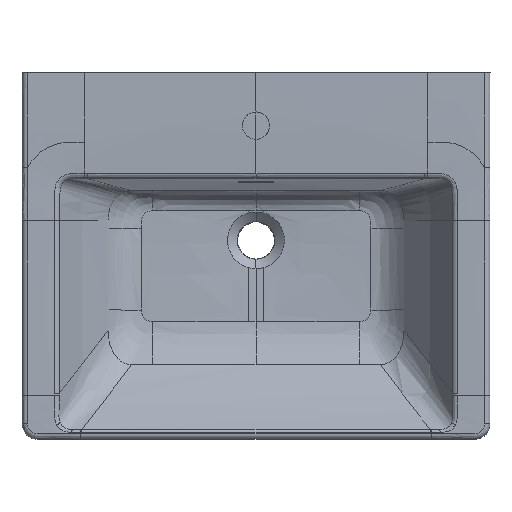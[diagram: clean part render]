
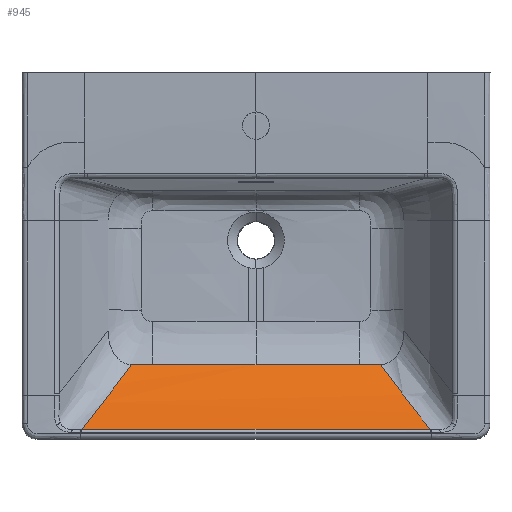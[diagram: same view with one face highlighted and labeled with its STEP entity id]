
A CAD part, top view. The second image highlights one B-rep face of the part: STEP entity #945.
In plain terms, the highlighted cylindrical face has radius 502.428 mm (diameter 1004.86 mm), a partial arc.
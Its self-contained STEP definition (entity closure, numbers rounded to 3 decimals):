
#129=CYLINDRICAL_SURFACE('',#6706,502.428);
#441=LINE('',#18607,#548);
#493=LINE('',#32236,#600);
#496=LINE('',#34332,#603);
#548=VECTOR('',#6973,1.);
#600=VECTOR('',#7241,1.);
#603=VECTOR('',#7248,1.);
#945=ADVANCED_FACE('',(#1578),#129,.F.);
#1578=FACE_OUTER_BOUND('',#1989,.T.);
#1989=EDGE_LOOP('',(#3725,#3726,#3727,#3728,#3729,#3730,#3731));
#3725=ORIENTED_EDGE('',*,*,#5686,.F.);
#3726=ORIENTED_EDGE('',*,*,#5653,.T.);
#3727=ORIENTED_EDGE('',*,*,#5234,.F.);
#3728=ORIENTED_EDGE('',*,*,#5235,.F.);
#3729=ORIENTED_EDGE('',*,*,#5210,.T.);
#3730=ORIENTED_EDGE('',*,*,#5685,.T.);
#3731=ORIENTED_EDGE('',*,*,#5687,.F.);
#4454=VERTEX_POINT('',#18212);
#4460=VERTEX_POINT('',#18606);
#4461=VERTEX_POINT('',#18608);
#4477=VERTEX_POINT('',#20348);
#4722=VERTEX_POINT('',#32237);
#4738=VERTEX_POINT('',#34331);
#4739=VERTEX_POINT('',#34508);
#5210=EDGE_CURVE('',#4461,#4460,#441,.T.);
#5234=EDGE_CURVE('',#4477,#4454,#6127,.T.);
#5235=EDGE_CURVE('',#4461,#4477,#6128,.T.);
#5653=EDGE_CURVE('',#4722,#4454,#493,.T.);
#5685=EDGE_CURVE('',#4460,#4738,#496,.T.);
#5686=EDGE_CURVE('',#4722,#4739,#6441,.T.);
#5687=EDGE_CURVE('',#4739,#4738,#6442,.T.);
#6127=B_SPLINE_CURVE_WITH_KNOTS('',3,(#20349,#20350,#20351,#20352,#20353,
#20354,#20355),.UNSPECIFIED.,.F.,.F.,(4,1,1,1,4),(0.,0.256,
0.511,0.767,1.),.UNSPECIFIED.);
#6128=B_SPLINE_CURVE_WITH_KNOTS('',3,(#20851,#20852,#20853,#20854,#20855,
#20856,#20857,#20858,#20859,#20860),.UNSPECIFIED.,.F.,.F.,(4,1,1,1,1,1,
1,4),(0.,0.519,0.778,0.908,0.94,
0.973,0.989,1.),.UNSPECIFIED.);
#6441=B_SPLINE_CURVE_WITH_KNOTS('',3,(#34501,#34502,#34503,#34504,#34505,
#34506,#34507),.UNSPECIFIED.,.F.,.F.,(4,1,1,1,4),(0.,0.233,
0.489,0.744,1.),.UNSPECIFIED.);
#6442=B_SPLINE_CURVE_WITH_KNOTS('',3,(#34509,#34510,#34511,#34512,#34513,
#34514,#34515,#34516,#34517,#34518),.UNSPECIFIED.,.F.,.F.,(4,1,1,1,1,1,
1,4),(0.,0.011,0.027,0.06,0.092,
0.222,0.481,1.),.UNSPECIFIED.);
#6706=AXIS2_PLACEMENT_3D('',#34519,#7249,#7250);
#6973=DIRECTION('',(-1.,0.,0.));
#7241=DIRECTION('',(1.,0.,0.));
#7248=DIRECTION('',(-1.,0.,0.));
#7249=DIRECTION('',(-1.,0.,0.));
#7250=DIRECTION('',(0.,0.,-1.));
#18212=CARTESIAN_POINT('',(223.258,-457.526,-2.214));
#18606=CARTESIAN_POINT('',(0.,-374.189,-88.394));
#18607=CARTESIAN_POINT('',(0.,-374.189,-88.394));
#18608=CARTESIAN_POINT('',(132.263,-374.189,-88.394));
#20348=CARTESIAN_POINT('',(159.368,-374.189,-88.394));
#20349=CARTESIAN_POINT('',(159.368,-374.189,-88.394));
#20350=CARTESIAN_POINT('',(165.204,-381.968,-82.069));
#20351=CARTESIAN_POINT('',(176.707,-397.226,-68.893));
#20352=CARTESIAN_POINT('',(193.385,-419.105,-47.557));
#20353=CARTESIAN_POINT('',(208.942,-439.264,-25.339));
#20354=CARTESIAN_POINT('',(218.711,-451.754,-9.822));
#20355=CARTESIAN_POINT('',(223.259,-457.526,-2.214));
#20851=CARTESIAN_POINT('',(132.263,-374.189,-88.394));
#20852=CARTESIAN_POINT('',(136.95,-374.189,-88.394));
#20853=CARTESIAN_POINT('',(143.981,-374.189,-88.394));
#20854=CARTESIAN_POINT('',(152.184,-374.189,-88.394));
#20855=CARTESIAN_POINT('',(155.992,-374.189,-88.394));
#20856=CARTESIAN_POINT('',(157.75,-374.189,-88.394));
#20857=CARTESIAN_POINT('',(158.482,-374.188,-88.394));
#20858=CARTESIAN_POINT('',(159.022,-374.189,-88.394));
#20859=CARTESIAN_POINT('',(159.268,-374.189,-88.394));
#20860=CARTESIAN_POINT('',(159.368,-374.189,-88.394));
#32236=CARTESIAN_POINT('',(0.,-457.526,-2.214));
#32237=CARTESIAN_POINT('',(-223.258,-457.526,-2.214));
#34331=CARTESIAN_POINT('',(-132.263,-374.189,-88.394));
#34332=CARTESIAN_POINT('',(0.,-374.189,-88.394));
#34501=CARTESIAN_POINT('',(-223.259,-457.526,-2.214));
#34502=CARTESIAN_POINT('',(-218.711,-451.754,-9.822));
#34503=CARTESIAN_POINT('',(-208.942,-439.264,-25.339));
#34504=CARTESIAN_POINT('',(-193.385,-419.105,-47.557));
#34505=CARTESIAN_POINT('',(-176.707,-397.226,-68.893));
#34506=CARTESIAN_POINT('',(-165.204,-381.968,-82.069));
#34507=CARTESIAN_POINT('',(-159.368,-374.189,-88.394));
#34508=CARTESIAN_POINT('',(-159.368,-374.189,-88.394));
#34509=CARTESIAN_POINT('',(-159.368,-374.189,-88.394));
#34510=CARTESIAN_POINT('',(-159.268,-374.189,-88.394));
#34511=CARTESIAN_POINT('',(-159.022,-374.189,-88.394));
#34512=CARTESIAN_POINT('',(-158.482,-374.188,-88.394));
#34513=CARTESIAN_POINT('',(-157.75,-374.189,-88.394));
#34514=CARTESIAN_POINT('',(-155.992,-374.189,-88.394));
#34515=CARTESIAN_POINT('',(-152.184,-374.189,-88.394));
#34516=CARTESIAN_POINT('',(-143.981,-374.189,-88.394));
#34517=CARTESIAN_POINT('',(-136.95,-374.189,-88.394));
#34518=CARTESIAN_POINT('',(-132.263,-374.189,-88.394));
#34519=CARTESIAN_POINT('',(0.,-57.261,301.465));
